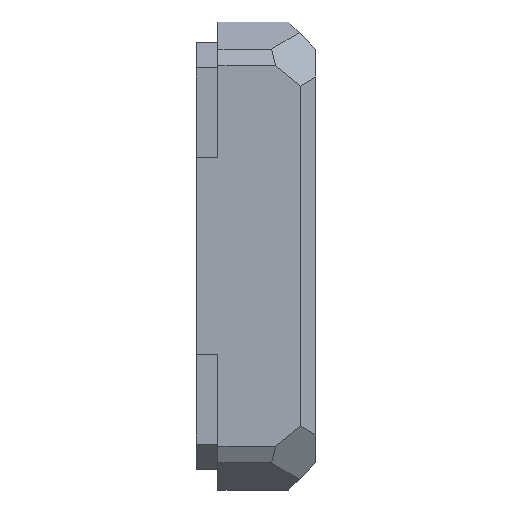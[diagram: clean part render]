
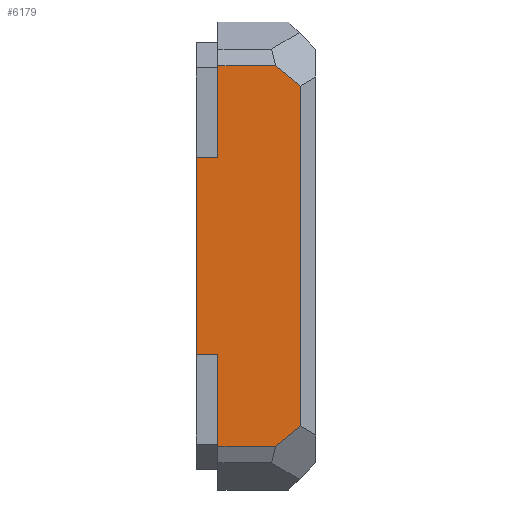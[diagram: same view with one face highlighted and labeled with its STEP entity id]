
A CAD part, left-side view. The second image highlights one B-rep face of the part: STEP entity #6179.
In plain terms, the highlighted planar face has unit normal (-1, 0, 0).
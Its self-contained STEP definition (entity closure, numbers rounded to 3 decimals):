
#641=FACE_OUTER_BOUND('',#995,.T.);
#995=EDGE_LOOP('',(#5243,#5244,#5245,#5246,#5247,#5248,#5249,#5250,#5251,
#5252));
#1491=LINE('',#9744,#2164);
#1610=LINE('',#10067,#2283);
#1612=LINE('',#10071,#2285);
#1615=LINE('',#10077,#2288);
#1616=LINE('',#10079,#2289);
#1617=LINE('',#10081,#2290);
#1618=LINE('',#10083,#2291);
#1619=LINE('',#10085,#2292);
#1620=LINE('',#10087,#2293);
#1621=LINE('',#10088,#2294);
#2164=VECTOR('',#7961,10.);
#2283=VECTOR('',#8294,10.);
#2285=VECTOR('',#8298,10.);
#2288=VECTOR('',#8303,1.237);
#2289=VECTOR('',#8304,8.44);
#2290=VECTOR('',#8305,2.);
#2291=VECTOR('',#8306,18.12);
#2292=VECTOR('',#8307,2.);
#2293=VECTOR('',#8308,8.44);
#2294=VECTOR('',#8309,1.237);
#2790=VERTEX_POINT('',#9741);
#2791=VERTEX_POINT('',#9743);
#2888=VERTEX_POINT('',#10066);
#2889=VERTEX_POINT('',#10070);
#2891=VERTEX_POINT('',#10076);
#2892=VERTEX_POINT('',#10078);
#2893=VERTEX_POINT('',#10080);
#2894=VERTEX_POINT('',#10082);
#2895=VERTEX_POINT('',#10084);
#2896=VERTEX_POINT('',#10086);
#3539=EDGE_CURVE('',#2790,#2791,#1491,.T.);
#3700=EDGE_CURVE('',#2791,#2888,#1610,.T.);
#3702=EDGE_CURVE('',#2888,#2889,#1612,.T.);
#3705=EDGE_CURVE('',#2891,#2790,#1615,.T.);
#3706=EDGE_CURVE('',#2891,#2892,#1616,.T.);
#3707=EDGE_CURVE('',#2892,#2893,#1617,.T.);
#3708=EDGE_CURVE('',#2894,#2893,#1618,.T.);
#3709=EDGE_CURVE('',#2895,#2894,#1619,.T.);
#3710=EDGE_CURVE('',#2895,#2896,#1620,.T.);
#3711=EDGE_CURVE('',#2889,#2896,#1621,.T.);
#5243=ORIENTED_EDGE('',*,*,#3700,.F.);
#5244=ORIENTED_EDGE('',*,*,#3539,.F.);
#5245=ORIENTED_EDGE('',*,*,#3705,.F.);
#5246=ORIENTED_EDGE('',*,*,#3706,.T.);
#5247=ORIENTED_EDGE('',*,*,#3707,.T.);
#5248=ORIENTED_EDGE('',*,*,#3708,.F.);
#5249=ORIENTED_EDGE('',*,*,#3709,.F.);
#5250=ORIENTED_EDGE('',*,*,#3710,.T.);
#5251=ORIENTED_EDGE('',*,*,#3711,.F.);
#5252=ORIENTED_EDGE('',*,*,#3702,.F.);
#5757=PLANE('',#6736);
#6179=ADVANCED_FACE('',(#641),#5757,.T.);
#6736=AXIS2_PLACEMENT_3D('',#10075,#8301,#8302);
#7961=DIRECTION('',(0.,-0.772,-0.636));
#8294=DIRECTION('',(0.,0.,-1.));
#8298=DIRECTION('',(0.,0.772,-0.636));
#8301=DIRECTION('center_axis',(-1.,0.,0.));
#8302=DIRECTION('ref_axis',(0.,0.,-1.));
#8303=DIRECTION('',(0.,-1.,0.));
#8304=DIRECTION('',(0.,0.,-1.));
#8305=DIRECTION('',(0.,1.,0.));
#8306=DIRECTION('',(0.,0.,1.));
#8307=DIRECTION('',(0.,1.,0.));
#8308=DIRECTION('',(0.,0.,-1.));
#8309=DIRECTION('',(0.,1.,0.));
#9741=CARTESIAN_POINT('',(167.124,-12.456,110.906));
#9743=CARTESIAN_POINT('',(167.124,-14.753,109.011));
#9744=CARTESIAN_POINT('',(167.124,-10.273,112.706));
#10066=CARTESIAN_POINT('',(167.124,-14.753,77.801));
#10067=CARTESIAN_POINT('',(167.124,-14.753,102.656));
#10070=CARTESIAN_POINT('',(167.124,-12.456,75.906));
#10071=CARTESIAN_POINT('',(167.124,-18.783,81.124));
#10075=CARTESIAN_POINT('Origin',(167.124,-5.153,111.906));
#10076=CARTESIAN_POINT('',(167.124,-7.153,110.906));
#10077=CARTESIAN_POINT('',(167.124,-7.153,110.906));
#10078=CARTESIAN_POINT('',(167.124,-7.153,102.466));
#10079=CARTESIAN_POINT('',(167.124,-7.153,110.906));
#10080=CARTESIAN_POINT('',(167.124,-5.153,102.466));
#10081=CARTESIAN_POINT('',(167.124,-7.153,102.466));
#10082=CARTESIAN_POINT('',(167.124,-5.153,84.346));
#10083=CARTESIAN_POINT('',(167.124,-5.153,84.346));
#10084=CARTESIAN_POINT('',(167.124,-7.153,84.346));
#10085=CARTESIAN_POINT('',(167.124,-7.153,84.346));
#10086=CARTESIAN_POINT('',(167.124,-7.153,75.906));
#10087=CARTESIAN_POINT('',(167.124,-7.153,84.346));
#10088=CARTESIAN_POINT('',(167.124,-8.39,75.906));
